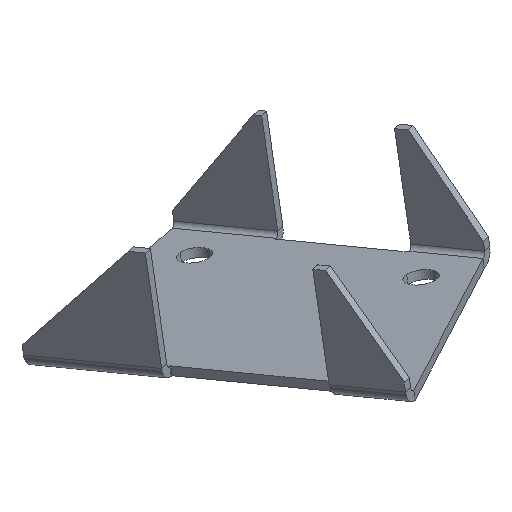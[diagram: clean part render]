
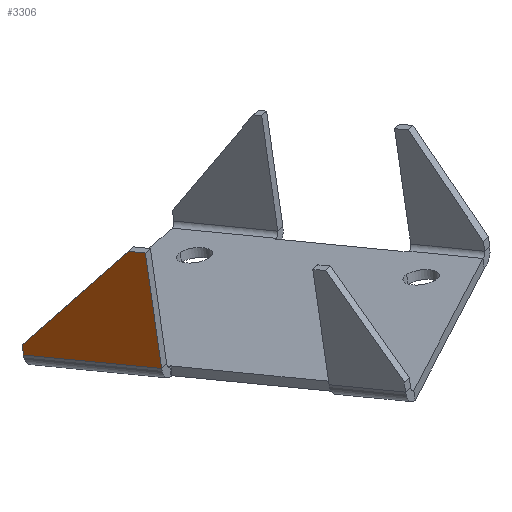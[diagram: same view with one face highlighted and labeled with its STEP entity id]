
A CAD part, left-side view. The second image highlights one B-rep face of the part: STEP entity #3306.
In plain terms, the highlighted planar face has unit normal (-0.785, 0.461, -0.413).
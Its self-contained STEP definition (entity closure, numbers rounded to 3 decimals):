
#2092 = CYLINDRICAL_SURFACE('',#2093,4.5);
#2093 = AXIS2_PLACEMENT_3D('',#2094,#2095,#2096);
#2094 = CARTESIAN_POINT('',(-3.088,69.489,
    -17.571));
#2095 = DIRECTION('',(-0.47,-0.878,
    -0.085));
#2096 = DIRECTION('',(-0.785,0.461,-0.413));
#2751 = VERTEX_POINT('',#2752);
#2752 = CARTESIAN_POINT('',(-6.622,71.563,
    -19.432));
#2861 = PLANE('',#2862);
#2862 = AXIS2_PLACEMENT_3D('',#2863,#2864,#2865);
#2863 = CARTESIAN_POINT('',(-12.507,73.108,
    -2.901));
#2864 = DIRECTION('',(0.47,0.878,0.085)
  );
#2865 = DIRECTION('',(0.402,-0.127,-0.907));
#2876 = EDGE_CURVE('',#2751,#2877,#2879,.T.);
#2877 = VERTEX_POINT('',#2878);
#2878 = CARTESIAN_POINT('',(-27.026,33.468,
    -23.135));
#2879 = SURFACE_CURVE('',#2880,(#2884,#2913),.PCURVE_S1.);
#2880 = LINE('',#2881,#2882);
#2881 = CARTESIAN_POINT('',(-6.622,71.563,
    -19.432));
#2882 = VECTOR('',#2883,1.);
#2883 = DIRECTION('',(-0.47,-0.878,
    -0.085));
#2884 = PCURVE('',#2092,#2885);
#2885 = DEFINITIONAL_REPRESENTATION('',(#2886),#2912);
#2886 = B_SPLINE_CURVE_WITH_KNOTS('',3,(#2887,#2888,#2889,#2890,#2891,
    #2892,#2893,#2894,#2895,#2896,#2897,#2898,#2899,#2900,#2901,#2902,
    #2903,#2904,#2905,#2906,#2907,#2908,#2909,#2910,#2911),
  .UNSPECIFIED.,.F.,.F.,(4,1,1,1,1,1,1,1,1,1,1,1,1,1,1,1,1,1,1,1,1,1,4),
  (0.,1.972,3.943,5.915,7.886,
    9.858,11.829,13.801,15.772,
    17.744,19.715,21.687,23.658,
    25.63,27.601,29.573,31.544,
    33.516,35.487,37.459,39.431,
    41.402,43.374),.QUASI_UNIFORM_KNOTS.);
#2887 = CARTESIAN_POINT('',(0.,0.));
#2888 = CARTESIAN_POINT('',(0.,0.657));
#2889 = CARTESIAN_POINT('',(0.,1.972));
#2890 = CARTESIAN_POINT('',(0.,3.943));
#2891 = CARTESIAN_POINT('',(0.,5.915));
#2892 = CARTESIAN_POINT('',(0.,7.886));
#2893 = CARTESIAN_POINT('',(0.,9.858));
#2894 = CARTESIAN_POINT('',(0.,11.829));
#2895 = CARTESIAN_POINT('',(0.,13.801));
#2896 = CARTESIAN_POINT('',(0.,15.772));
#2897 = CARTESIAN_POINT('',(0.,17.744));
#2898 = CARTESIAN_POINT('',(0.,19.715));
#2899 = CARTESIAN_POINT('',(0.,21.687));
#2900 = CARTESIAN_POINT('',(0.,23.658));
#2901 = CARTESIAN_POINT('',(0.,25.63));
#2902 = CARTESIAN_POINT('',(0.,27.601));
#2903 = CARTESIAN_POINT('',(0.,29.573));
#2904 = CARTESIAN_POINT('',(0.,31.544));
#2905 = CARTESIAN_POINT('',(0.,33.516));
#2906 = CARTESIAN_POINT('',(0.,35.487));
#2907 = CARTESIAN_POINT('',(0.,37.459));
#2908 = CARTESIAN_POINT('',(0.,39.431));
#2909 = CARTESIAN_POINT('',(0.,41.402));
#2910 = CARTESIAN_POINT('',(0.,42.716));
#2911 = CARTESIAN_POINT('',(0.,43.374));
#2912 = ( GEOMETRIC_REPRESENTATION_CONTEXT(2) 
PARAMETRIC_REPRESENTATION_CONTEXT() REPRESENTATION_CONTEXT('2D SPACE',''
  ) );
#2913 = PCURVE('',#2914,#2919);
#2914 = PLANE('',#2915);
#2915 = AXIS2_PLACEMENT_3D('',#2916,#2917,#2918);
#2916 = CARTESIAN_POINT('',(-47.835,-9.336,
    -31.32));
#2917 = DIRECTION('',(-0.785,0.461,-0.413));
#2918 = DIRECTION('',(-0.47,-0.878,
    -0.085));
#2919 = DEFINITIONAL_REPRESENTATION('',(#2920),#2924);
#2920 = LINE('',#2921,#2922);
#2921 = CARTESIAN_POINT('',(-91.456,4.5));
#2922 = VECTOR('',#2923,1.);
#2923 = DIRECTION('',(1.,0.));
#2924 = ( GEOMETRIC_REPRESENTATION_CONTEXT(2) 
PARAMETRIC_REPRESENTATION_CONTEXT() REPRESENTATION_CONTEXT('2D SPACE',''
  ) );
#3066 = PLANE('',#3067);
#3067 = AXIS2_PLACEMENT_3D('',#3068,#3069,#3070);
#3068 = CARTESIAN_POINT('',(-32.912,35.014,
    -6.605));
#3069 = DIRECTION('',(0.47,0.878,0.085)
  );
#3070 = DIRECTION('',(-0.402,0.127,0.907));
#3153 = PLANE('',#3154);
#3154 = AXIS2_PLACEMENT_3D('',#3155,#3156,#3157);
#3155 = CARTESIAN_POINT('',(-22.07,56.618,
    -3.118));
#3156 = DIRECTION('',(-0.005,0.663,0.748)
  );
#3157 = DIRECTION('',(0.619,0.59,-0.519));
#3224 = PLANE('',#3225);
#3225 = AXIS2_PLACEMENT_3D('',#3226,#3227,#3228);
#3226 = CARTESIAN_POINT('',(-47.787,22.666,
    7.888));
#3227 = DIRECTION('',(-0.402,0.127,0.907));
#3228 = DIRECTION('',(0.47,0.878,0.085)
  );
#3239 = EDGE_CURVE('',#3240,#3242,#3244,.T.);
#3240 = VERTEX_POINT('',#3241);
#3241 = CARTESIAN_POINT('',(-7.87,71.958,
    -16.62));
#3242 = VERTEX_POINT('',#3243);
#3243 = CARTESIAN_POINT('',(-38.625,42.661,
    9.144));
#3244 = SURFACE_CURVE('',#3245,(#3249,#3256),.PCURVE_S1.);
#3245 = LINE('',#3246,#3247);
#3246 = CARTESIAN_POINT('',(-7.87,71.958,
    -16.62));
#3247 = VECTOR('',#3248,1.);
#3248 = DIRECTION('',(-0.619,-0.59,0.519));
#3249 = PCURVE('',#3153,#3250);
#3250 = DEFINITIONAL_REPRESENTATION('',(#3251),#3255);
#3251 = LINE('',#3252,#3253);
#3252 = CARTESIAN_POINT('',(24.839,1.5));
#3253 = VECTOR('',#3254,1.);
#3254 = DIRECTION('',(-1.,0.));
#3255 = ( GEOMETRIC_REPRESENTATION_CONTEXT(2) 
PARAMETRIC_REPRESENTATION_CONTEXT() REPRESENTATION_CONTEXT('2D SPACE',''
  ) );
#3256 = PCURVE('',#2914,#3257);
#3257 = DEFINITIONAL_REPRESENTATION('',(#3258),#3262);
#3258 = LINE('',#3259,#3260);
#3259 = CARTESIAN_POINT('',(-91.456,7.602));
#3260 = VECTOR('',#3261,1.);
#3261 = DIRECTION('',(0.765,0.644));
#3262 = ( GEOMETRIC_REPRESENTATION_CONTEXT(2) 
PARAMETRIC_REPRESENTATION_CONTEXT() REPRESENTATION_CONTEXT('2D SPACE',''
  ) );
#3306 = ADVANCED_FACE('',(#3307),#2914,.T.);
#3307 = FACE_BOUND('',#3308,.F.);
#3308 = EDGE_LOOP('',(#3309,#3310,#3333,#3354,#3355));
#3309 = ORIENTED_EDGE('',*,*,#3239,.T.);
#3310 = ORIENTED_EDGE('',*,*,#3311,.T.);
#3311 = EDGE_CURVE('',#3242,#3312,#3314,.T.);
#3312 = VERTEX_POINT('',#3313);
#3313 = CARTESIAN_POINT('',(-41.153,37.941,
    8.685));
#3314 = SURFACE_CURVE('',#3315,(#3319,#3326),.PCURVE_S1.);
#3315 = LINE('',#3316,#3317);
#3316 = CARTESIAN_POINT('',(-38.625,42.661,
    9.144));
#3317 = VECTOR('',#3318,1.);
#3318 = DIRECTION('',(-0.47,-0.878,
    -0.085));
#3319 = PCURVE('',#2914,#3320);
#3320 = DEFINITIONAL_REPRESENTATION('',(#3321),#3325);
#3321 = LINE('',#3322,#3323);
#3322 = CARTESIAN_POINT('',(-53.456,39.602));
#3323 = VECTOR('',#3324,1.);
#3324 = DIRECTION('',(1.,0.));
#3325 = ( GEOMETRIC_REPRESENTATION_CONTEXT(2) 
PARAMETRIC_REPRESENTATION_CONTEXT() REPRESENTATION_CONTEXT('2D SPACE',''
  ) );
#3326 = PCURVE('',#3224,#3327);
#3327 = DEFINITIONAL_REPRESENTATION('',(#3328),#3332);
#3328 = LINE('',#3329,#3330);
#3329 = CARTESIAN_POINT('',(21.979,1.5));
#3330 = VECTOR('',#3331,1.);
#3331 = DIRECTION('',(-1.,0.));
#3332 = ( GEOMETRIC_REPRESENTATION_CONTEXT(2) 
PARAMETRIC_REPRESENTATION_CONTEXT() REPRESENTATION_CONTEXT('2D SPACE',''
  ) );
#3333 = ORIENTED_EDGE('',*,*,#3334,.T.);
#3334 = EDGE_CURVE('',#3312,#2877,#3335,.T.);
#3335 = SURFACE_CURVE('',#3336,(#3340,#3347),.PCURVE_S1.);
#3336 = LINE('',#3337,#3338);
#3337 = CARTESIAN_POINT('',(-41.153,37.941,
    8.685));
#3338 = VECTOR('',#3339,1.);
#3339 = DIRECTION('',(0.402,-0.127,-0.907));
#3340 = PCURVE('',#2914,#3341);
#3341 = DEFINITIONAL_REPRESENTATION('',(#3342),#3346);
#3342 = LINE('',#3343,#3344);
#3343 = CARTESIAN_POINT('',(-48.082,39.602));
#3344 = VECTOR('',#3345,1.);
#3345 = DIRECTION('',(0.,-1.));
#3346 = ( GEOMETRIC_REPRESENTATION_CONTEXT(2) 
PARAMETRIC_REPRESENTATION_CONTEXT() REPRESENTATION_CONTEXT('2D SPACE',''
  ) );
#3347 = PCURVE('',#3066,#3348);
#3348 = DEFINITIONAL_REPRESENTATION('',(#3349),#3353);
#3349 = LINE('',#3350,#3351);
#3350 = CARTESIAN_POINT('',(17.551,-1.5));
#3351 = VECTOR('',#3352,1.);
#3352 = DIRECTION('',(-1.,0.));
#3353 = ( GEOMETRIC_REPRESENTATION_CONTEXT(2) 
PARAMETRIC_REPRESENTATION_CONTEXT() REPRESENTATION_CONTEXT('2D SPACE',''
  ) );
#3354 = ORIENTED_EDGE('',*,*,#2876,.F.);
#3355 = ORIENTED_EDGE('',*,*,#3356,.T.);
#3356 = EDGE_CURVE('',#2751,#3240,#3357,.T.);
#3357 = SURFACE_CURVE('',#3358,(#3362,#3369),.PCURVE_S1.);
#3358 = LINE('',#3359,#3360);
#3359 = CARTESIAN_POINT('',(-6.622,71.563,
    -19.432));
#3360 = VECTOR('',#3361,1.);
#3361 = DIRECTION('',(-0.402,0.127,0.907));
#3362 = PCURVE('',#2914,#3363);
#3363 = DEFINITIONAL_REPRESENTATION('',(#3364),#3368);
#3364 = LINE('',#3365,#3366);
#3365 = CARTESIAN_POINT('',(-91.456,4.5));
#3366 = VECTOR('',#3367,1.);
#3367 = DIRECTION('',(0.,1.));
#3368 = ( GEOMETRIC_REPRESENTATION_CONTEXT(2) 
PARAMETRIC_REPRESENTATION_CONTEXT() REPRESENTATION_CONTEXT('2D SPACE',''
  ) );
#3369 = PCURVE('',#2861,#3370);
#3370 = DEFINITIONAL_REPRESENTATION('',(#3371),#3375);
#3371 = LINE('',#3372,#3373);
#3372 = CARTESIAN_POINT('',(17.551,1.5));
#3373 = VECTOR('',#3374,1.);
#3374 = DIRECTION('',(-1.,0.));
#3375 = ( GEOMETRIC_REPRESENTATION_CONTEXT(2) 
PARAMETRIC_REPRESENTATION_CONTEXT() REPRESENTATION_CONTEXT('2D SPACE',''
  ) );
